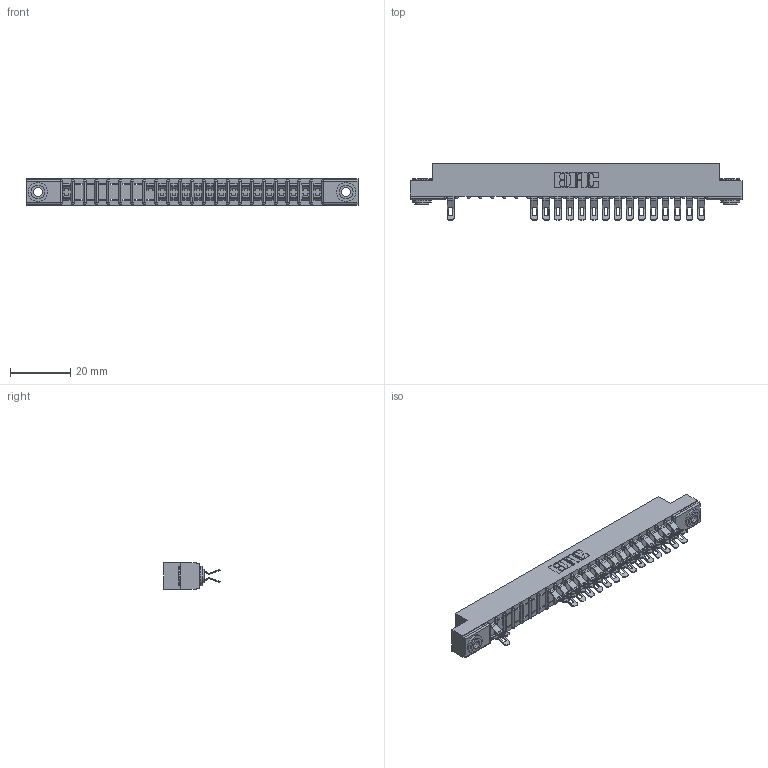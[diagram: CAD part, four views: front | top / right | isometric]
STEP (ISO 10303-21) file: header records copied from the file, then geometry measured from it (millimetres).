
FILE_DESCRIPTION (( 'STEP AP203' ), '1' );
FILE_NAME ('307-044-555-203.STEP', '2018-08-06T02:31:04', ( '' ), ( '' ), 'SwSTEP 2.0', 'SolidWorks 2016', '' );
FILE_SCHEMA (( 'CONFIG_CONTROL_DESIGN' ));
Length unit declared in the file: inch
Products named in the file (4): 307-044-555-203; 307 Part_.156 Dia Mounting Holes; 307-290-001_555; 345-250-002_345-250-002-102
Assembly tree (34 placements, depth 2):
  307-044-555-203
    307 Part_.156 Dia Mounting Holes
    307-290-001_555  x31
    345-250-002_345-250-002-102  x2
Bounding box: 110.19 x 18.75 x 8.71 mm (x, y, z)
Volume: 7132.6 mm3; surface area: 12361.4 mm2
Topology: 34 solids, 34 shells, 2214 faces, 6462 edges, 4200 vertices
Faces by surface type: plane 1226, cylinder 934, sphere 46, cone 8
Entity records: 23216 total; most frequent: CARTESIAN_POINT 3846, ORIENTED_EDGE 3816, DIRECTION 3784, EDGE_CURVE 1908, VECTOR 1436, LINE 1436, VERTEX_POINT 1236, AXIS2_PLACEMENT_3D 1174
